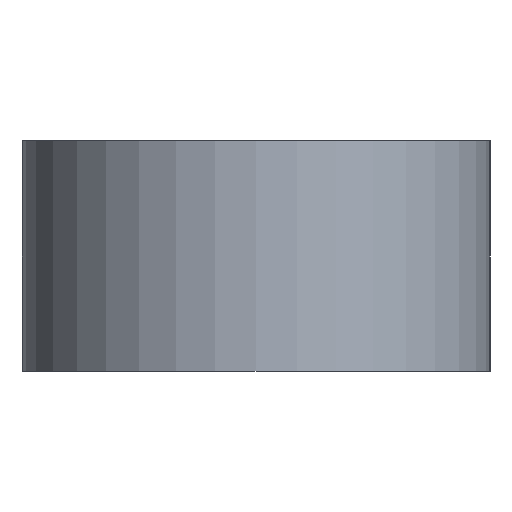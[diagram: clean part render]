
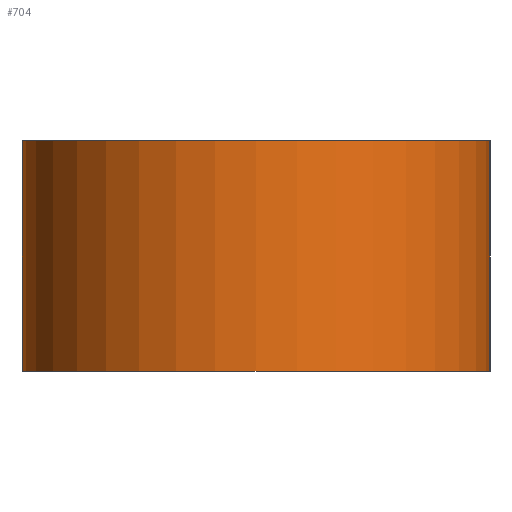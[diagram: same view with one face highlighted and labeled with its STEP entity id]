
A CAD part, left-side view. The second image highlights one B-rep face of the part: STEP entity #704.
In plain terms, the highlighted cylindrical face has radius 6.2 mm (diameter 12.4 mm), a partial arc.
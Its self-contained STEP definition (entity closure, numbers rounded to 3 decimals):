
#704 = ADVANCED_FACE ( 'NONE', ( #13436 ), #13316, .T. ) ;
#1522 = CARTESIAN_POINT ( 'NONE',  ( -69.85, 0., -3.05 ) ) ;
#1555 = CARTESIAN_POINT ( 'NONE',  ( -69.85, 0., 3.05 ) ) ;
#2237 = EDGE_LOOP ( 'NONE', ( #9211, #5857, #22700, #5555 ) ) ;
#3205 = DIRECTION ( 'NONE',  ( 1., 0., 0. ) ) ;
#3240 = DIRECTION ( 'NONE',  ( 1., 0., 0. ) ) ;
#3511 = CARTESIAN_POINT ( 'NONE',  ( -69.85, 6.2, -3.05 ) ) ;
#3942 = DIRECTION ( 'NONE',  ( 0., 0., 1. ) ) ;
#5555 = ORIENTED_EDGE ( 'NONE', *, *, #17831, .F. ) ;
#5857 = ORIENTED_EDGE ( 'NONE', *, *, #18410, .F. ) ;
#8295 = DIRECTION ( 'NONE',  ( 1., 0., 0. ) ) ;
#8669 = CARTESIAN_POINT ( 'NONE',  ( -69.85, 6.2, -155.655 ) ) ;
#8678 = CARTESIAN_POINT ( 'NONE',  ( -69.85, -6.2, -3.05 ) ) ;
#9179 = AXIS2_PLACEMENT_3D ( 'NONE', #1522, #13794, #3205 ) ;
#9211 = ORIENTED_EDGE ( 'NONE', *, *, #12624, .F. ) ;
#9785 = AXIS2_PLACEMENT_3D ( 'NONE', #1555, #13831, #3240 ) ;
#10487 = DIRECTION ( 'NONE',  ( 0., 0., 1. ) ) ;
#10835 = VECTOR ( 'NONE', #3942, 1000. ) ;
#10878 = LINE ( 'NONE', #19864, #10835 ) ;
#11112 = CARTESIAN_POINT ( 'NONE',  ( -69.85, 6.2, 3.05 ) ) ;
#11259 = CARTESIAN_POINT ( 'NONE',  ( -69.85, -6.2, 3.05 ) ) ;
#11531 = VECTOR ( 'NONE', #10487, 1000. ) ;
#11545 = CIRCLE ( 'NONE', #9179, 6.2 ) ;
#11549 = LINE ( 'NONE', #8669, #11531 ) ;
#12624 = EDGE_CURVE ( 'NONE', #18534, #21547, #11549, .T. ) ;
#12791 = EDGE_CURVE ( 'NONE', #21328, #22293, #10878, .T. ) ;
#13294 = AXIS2_PLACEMENT_3D ( 'NONE', #20813, #22634, #8295 ) ;
#13316 = CYLINDRICAL_SURFACE ( 'NONE', #13294, 6.2 ) ;
#13436 = FACE_OUTER_BOUND ( 'NONE', #2237, .T. ) ;
#13767 = CIRCLE ( 'NONE', #9785, 6.2 ) ;
#13794 = DIRECTION ( 'NONE',  ( 0., 0., -1. ) ) ;
#13831 = DIRECTION ( 'NONE',  ( 0., 0., 1. ) ) ;
#17831 = EDGE_CURVE ( 'NONE', #21547, #22293, #13767, .T. ) ;
#18410 = EDGE_CURVE ( 'NONE', #21328, #18534, #11545, .T. ) ;
#18534 = VERTEX_POINT ( 'NONE', #3511 ) ;
#19864 = CARTESIAN_POINT ( 'NONE',  ( -69.85, -6.2, -155.655 ) ) ;
#20813 = CARTESIAN_POINT ( 'NONE',  ( -69.85, 0., -155.655 ) ) ;
#21328 = VERTEX_POINT ( 'NONE', #8678 ) ;
#21547 = VERTEX_POINT ( 'NONE', #11112 ) ;
#22293 = VERTEX_POINT ( 'NONE', #11259 ) ;
#22634 = DIRECTION ( 'NONE',  ( 0., 0., 1. ) ) ;
#22700 = ORIENTED_EDGE ( 'NONE', *, *, #12791, .T. ) ;
